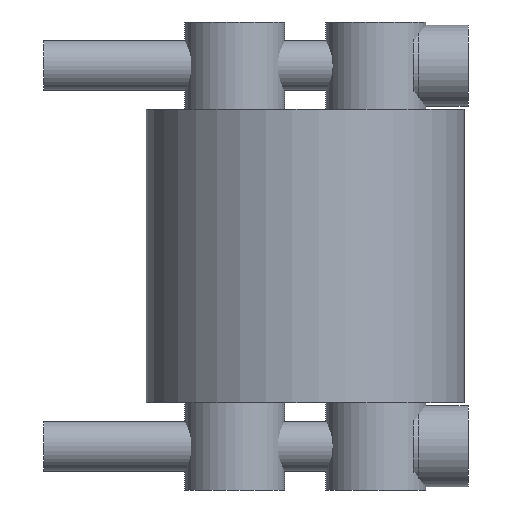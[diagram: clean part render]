
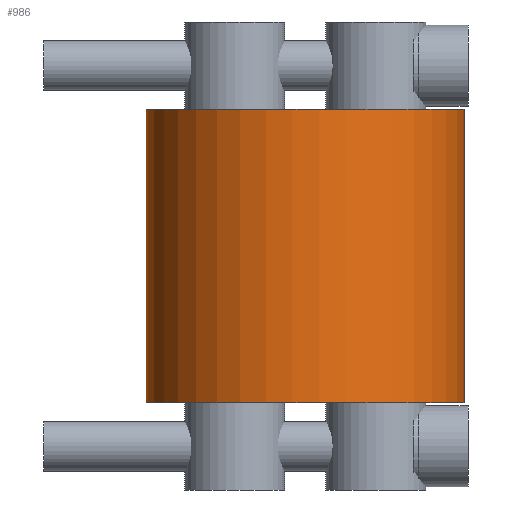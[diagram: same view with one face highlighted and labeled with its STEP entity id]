
A CAD part, front view. The second image highlights one B-rep face of the part: STEP entity #986.
In plain terms, the highlighted cylindrical face has radius 25.5 mm (diameter 51 mm), a partial arc.
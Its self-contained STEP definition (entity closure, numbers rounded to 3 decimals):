
#98=FACE_OUTER_BOUND('',#162,.T.);
#162=EDGE_LOOP('',(#774,#775,#776,#777));
#226=LINE('',#1622,#297);
#233=LINE('',#1641,#304);
#297=VECTOR('',#1302,10.);
#304=VECTOR('',#1323,10.);
#371=CIRCLE('',#1081,25.5);
#386=CIRCLE('',#1109,25.5);
#441=VERTEX_POINT('',#1570);
#442=VERTEX_POINT('',#1571);
#459=VERTEX_POINT('',#1621);
#464=VERTEX_POINT('',#1639);
#549=EDGE_CURVE('',#441,#442,#371,.T.);
#574=EDGE_CURVE('',#459,#442,#226,.T.);
#584=EDGE_CURVE('',#441,#464,#233,.T.);
#585=EDGE_CURVE('',#459,#464,#386,.T.);
#774=ORIENTED_EDGE('',*,*,#584,.T.);
#775=ORIENTED_EDGE('',*,*,#585,.F.);
#776=ORIENTED_EDGE('',*,*,#574,.T.);
#777=ORIENTED_EDGE('',*,*,#549,.F.);
#956=CYLINDRICAL_SURFACE('',#1108,25.5);
#986=ADVANCED_FACE('',(#98),#956,.T.);
#1081=AXIS2_PLACEMENT_3D('',#1572,#1249,#1250);
#1108=AXIS2_PLACEMENT_3D('',#1642,#1324,#1325);
#1109=AXIS2_PLACEMENT_3D('',#1643,#1326,#1327);
#1249=DIRECTION('center_axis',(0.,0.,-1.));
#1250=DIRECTION('ref_axis',(-0.982,0.19,0.));
#1302=DIRECTION('',(0.,0.,-1.));
#1323=DIRECTION('',(0.,0.,1.));
#1324=DIRECTION('center_axis',(0.,0.,1.));
#1325=DIRECTION('ref_axis',(0.,-1.,0.));
#1326=DIRECTION('center_axis',(0.,0.,1.));
#1327=DIRECTION('ref_axis',(-0.982,0.19,0.));
#1570=CARTESIAN_POINT('',(25.035,4.847,-23.5));
#1571=CARTESIAN_POINT('',(-25.035,4.847,-23.5));
#1572=CARTESIAN_POINT('Origin',(0.,0.,-23.5));
#1621=CARTESIAN_POINT('',(-25.035,4.847,23.5));
#1622=CARTESIAN_POINT('',(-25.035,4.847,0.));
#1639=CARTESIAN_POINT('',(25.035,4.847,23.5));
#1641=CARTESIAN_POINT('',(25.035,4.847,0.));
#1642=CARTESIAN_POINT('Origin',(0.,0.,0.));
#1643=CARTESIAN_POINT('Origin',(0.,0.,23.5));
